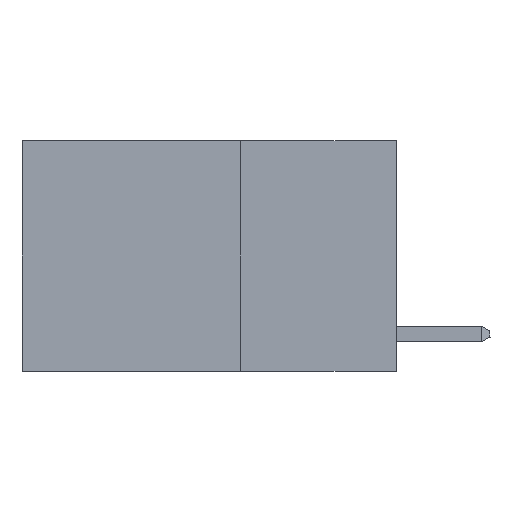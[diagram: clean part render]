
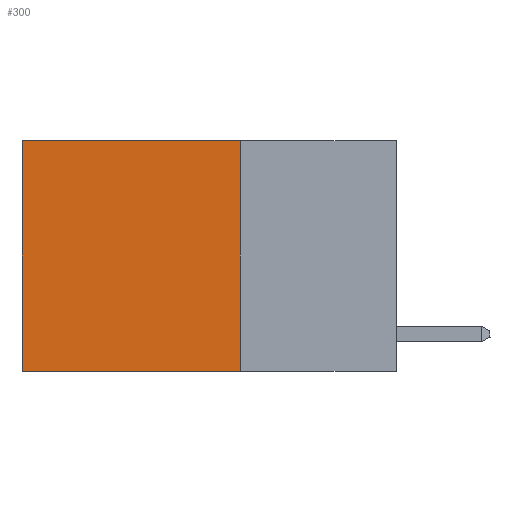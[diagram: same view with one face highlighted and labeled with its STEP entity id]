
A CAD part, left-side view. The second image highlights one B-rep face of the part: STEP entity #300.
In plain terms, the highlighted planar face has unit normal (-1, 0, 0).
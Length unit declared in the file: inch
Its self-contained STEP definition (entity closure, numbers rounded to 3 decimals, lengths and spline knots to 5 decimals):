
#153 = EDGE_LOOP ( 'NONE', ( #2133, #2361, #7565, #639 ) ) ;
#300 = ADVANCED_FACE ( 'NONE', ( #3462 ), #7271, .F. ) ;
#303 = VECTOR ( 'NONE', #4332, 39.37008 ) ;
#639 = ORIENTED_EDGE ( 'NONE', *, *, #7655, .T. ) ;
#1258 = CARTESIAN_POINT ( 'NONE',  ( 0.2625, 0.6, -0.37 ) ) ;
#1350 = AXIS2_PLACEMENT_3D ( 'NONE', #8081, #1614, #8491 ) ;
#1614 = DIRECTION ( 'NONE',  ( 1., 0., 0. ) ) ;
#1741 = EDGE_CURVE ( 'NONE', #4329, #5999, #8519, .T. ) ;
#1889 = CARTESIAN_POINT ( 'NONE',  ( 0.2625, 0.25, -0.37 ) ) ;
#1910 = EDGE_CURVE ( 'NONE', #2310, #3517, #4099, .T. ) ;
#2133 = ORIENTED_EDGE ( 'NONE', *, *, #1741, .T. ) ;
#2310 = VERTEX_POINT ( 'NONE', #7323 ) ;
#2361 = ORIENTED_EDGE ( 'NONE', *, *, #4325, .F. ) ;
#3030 = VECTOR ( 'NONE', #8530, 39.37008 ) ;
#3462 = FACE_OUTER_BOUND ( 'NONE', #153, .T. ) ;
#3517 = VERTEX_POINT ( 'NONE', #1889 ) ;
#3714 = CARTESIAN_POINT ( 'NONE',  ( 0.2625, 0.25, 0. ) ) ;
#4099 = LINE ( 'NONE', #3714, #7349 ) ;
#4325 = EDGE_CURVE ( 'NONE', #3517, #5999, #8536, .T. ) ;
#4329 = VERTEX_POINT ( 'NONE', #5977 ) ;
#4332 = DIRECTION ( 'NONE',  ( 0., 1., 0. ) ) ;
#4362 = CARTESIAN_POINT ( 'NONE',  ( 0.2625, 0.25, 0. ) ) ;
#4393 = DIRECTION ( 'NONE',  ( 0., 0., -1. ) ) ;
#5440 = CARTESIAN_POINT ( 'NONE',  ( 0.2625, 0.6, 0. ) ) ;
#5977 = CARTESIAN_POINT ( 'NONE',  ( 0.2625, 0.6, 0. ) ) ;
#5999 = VERTEX_POINT ( 'NONE', #1258 ) ;
#7101 = LINE ( 'NONE', #4362, #303 ) ;
#7147 = VECTOR ( 'NONE', #7813, 39.37008 ) ;
#7201 = CARTESIAN_POINT ( 'NONE',  ( 0.2625, 0.25, -0.37 ) ) ;
#7271 = PLANE ( 'NONE',  #1350 ) ;
#7323 = CARTESIAN_POINT ( 'NONE',  ( 0.2625, 0.25, 0. ) ) ;
#7349 = VECTOR ( 'NONE', #4393, 39.37008 ) ;
#7565 = ORIENTED_EDGE ( 'NONE', *, *, #1910, .F. ) ;
#7655 = EDGE_CURVE ( 'NONE', #2310, #4329, #7101, .T. ) ;
#7813 = DIRECTION ( 'NONE',  ( 0., 1., 0. ) ) ;
#8081 = CARTESIAN_POINT ( 'NONE',  ( 0.2625, 0.25, 0. ) ) ;
#8491 = DIRECTION ( 'NONE',  ( 0., 0., -1. ) ) ;
#8519 = LINE ( 'NONE', #5440, #3030 ) ;
#8530 = DIRECTION ( 'NONE',  ( 0., 0., -1. ) ) ;
#8536 = LINE ( 'NONE', #7201, #7147 ) ;
